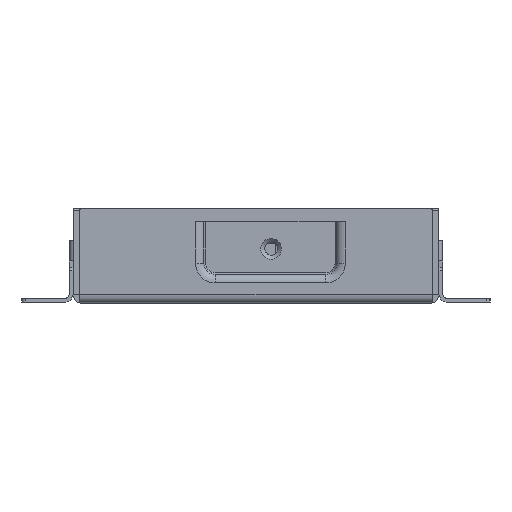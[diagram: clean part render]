
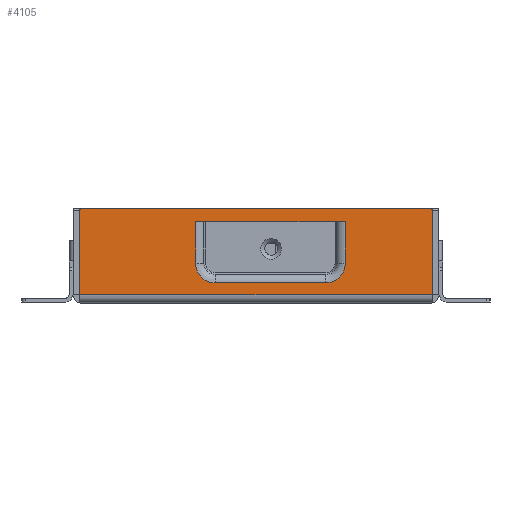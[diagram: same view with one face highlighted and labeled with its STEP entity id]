
A CAD part, front view. The second image highlights one B-rep face of the part: STEP entity #4105.
In plain terms, the highlighted planar face has unit normal (0, -1, 0).
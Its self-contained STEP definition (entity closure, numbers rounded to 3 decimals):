
#2403=FACE_BOUND('',#8551,.T.);
#2404=FACE_BOUND('',#8552,.T.);
#3002=CIRCLE('',#35841,6.175);
#3003=CIRCLE('',#35842,6.175);
#3004=CIRCLE('',#35843,0.5);
#3005=CIRCLE('',#35844,0.5);
#4105=ADVANCED_FACE('',(#2403,#2404),#5768,.F.);
#5768=PLANE('',#35845);
#8551=EDGE_LOOP('',(#11023,#11024,#11025,#11026,#11027,#11028));
#8552=EDGE_LOOP('',(#11029,#11030,#11031,#11032,#11033,#11034));
#11023=ORIENTED_EDGE('',*,*,#25354,.T.);
#11024=ORIENTED_EDGE('',*,*,#25355,.F.);
#11025=ORIENTED_EDGE('',*,*,#25356,.T.);
#11026=ORIENTED_EDGE('',*,*,#25357,.T.);
#11027=ORIENTED_EDGE('',*,*,#25358,.T.);
#11028=ORIENTED_EDGE('',*,*,#25359,.T.);
#11029=ORIENTED_EDGE('',*,*,#25331,.F.);
#11030=ORIENTED_EDGE('',*,*,#25360,.T.);
#11031=ORIENTED_EDGE('',*,*,#25361,.F.);
#11032=ORIENTED_EDGE('',*,*,#25362,.T.);
#11033=ORIENTED_EDGE('',*,*,#25363,.T.);
#11034=ORIENTED_EDGE('',*,*,#25364,.T.);
#21470=VERTEX_POINT('',#47608);
#21471=VERTEX_POINT('',#47610);
#21492=VERTEX_POINT('',#47660);
#21493=VERTEX_POINT('',#47661);
#21494=VERTEX_POINT('',#47663);
#21495=VERTEX_POINT('',#47665);
#21496=VERTEX_POINT('',#47667);
#21497=VERTEX_POINT('',#47669);
#21498=VERTEX_POINT('',#47672);
#21499=VERTEX_POINT('',#47674);
#21500=VERTEX_POINT('',#47676);
#21501=VERTEX_POINT('',#47678);
#25331=EDGE_CURVE('',#21470,#21471,#30590,.T.);
#25354=EDGE_CURVE('',#21492,#21493,#30601,.T.);
#25355=EDGE_CURVE('',#21494,#21493,#30602,.T.);
#25356=EDGE_CURVE('',#21494,#21495,#30603,.T.);
#25357=EDGE_CURVE('',#21495,#21496,#3002,.T.);
#25358=EDGE_CURVE('',#21496,#21497,#30604,.T.);
#25359=EDGE_CURVE('',#21497,#21492,#3003,.T.);
#25360=EDGE_CURVE('',#21470,#21498,#3004,.T.);
#25361=EDGE_CURVE('',#21499,#21498,#30605,.T.);
#25362=EDGE_CURVE('',#21499,#21500,#30606,.T.);
#25363=EDGE_CURVE('',#21500,#21501,#30607,.T.);
#25364=EDGE_CURVE('',#21501,#21471,#3005,.T.);
#30590=LINE('',#47609,#33228);
#30601=LINE('',#47659,#33239);
#30602=LINE('',#47662,#33240);
#30603=LINE('',#47664,#33241);
#30604=LINE('',#47668,#33242);
#30605=LINE('',#47673,#33243);
#30606=LINE('',#47675,#33244);
#30607=LINE('',#47677,#33245);
#33228=VECTOR('',#39130,1.);
#33239=VECTOR('',#39177,1.);
#33240=VECTOR('',#39178,1.);
#33241=VECTOR('',#39179,1.);
#33242=VECTOR('',#39182,1.);
#33243=VECTOR('',#39187,1.);
#33244=VECTOR('',#39188,1.);
#33245=VECTOR('',#39189,1.);
#35841=AXIS2_PLACEMENT_3D('',#47666,#39180,#39181);
#35842=AXIS2_PLACEMENT_3D('',#47670,#39183,#39184);
#35843=AXIS2_PLACEMENT_3D('',#47671,#39185,#39186);
#35844=AXIS2_PLACEMENT_3D('',#47679,#39190,#39191);
#35845=AXIS2_PLACEMENT_3D('',#47680,#39192,#39193);
#39130=DIRECTION('',(1.,0.,0.));
#39177=DIRECTION('',(0.,0.,1.));
#39178=DIRECTION('',(-1.,0.,0.));
#39179=DIRECTION('',(0.,0.,-1.));
#39180=DIRECTION('',(0.,1.,0.));
#39181=DIRECTION('',(0.,0.,1.));
#39182=DIRECTION('',(-1.,0.,0.));
#39183=DIRECTION('',(0.,1.,0.));
#39184=DIRECTION('',(0.,0.,1.));
#39185=DIRECTION('',(0.,-1.,0.));
#39186=DIRECTION('',(0.,0.,1.));
#39187=DIRECTION('',(0.,0.,1.));
#39188=DIRECTION('',(1.,0.,0.));
#39189=DIRECTION('',(0.,0.,1.));
#39190=DIRECTION('',(0.,-1.,0.));
#39191=DIRECTION('',(0.,0.,1.));
#39192=DIRECTION('',(0.,1.,0.));
#39193=DIRECTION('',(0.,0.,1.));
#47608=CARTESIAN_POINT('',(2.502,0.,29.5));
#47609=CARTESIAN_POINT('',(2.6,0.,29.5));
#47610=CARTESIAN_POINT('',(111.998,0.,29.5));
#47659=CARTESIAN_POINT('',(38.325,0.,2.6));
#47660=CARTESIAN_POINT('',(38.325,0.,12.5));
#47661=CARTESIAN_POINT('',(38.325,0.,25.5));
#47662=CARTESIAN_POINT('',(82.,0.,25.5));
#47663=CARTESIAN_POINT('',(85.175,0.,25.5));
#47664=CARTESIAN_POINT('',(85.175,0.,2.6));
#47665=CARTESIAN_POINT('',(85.175,0.,12.5));
#47666=CARTESIAN_POINT('',(79.,0.,12.5));
#47667=CARTESIAN_POINT('',(79.,0.,6.325));
#47668=CARTESIAN_POINT('',(2.6,0.,6.325));
#47669=CARTESIAN_POINT('',(44.5,0.,6.325));
#47670=CARTESIAN_POINT('',(44.5,0.,12.5));
#47671=CARTESIAN_POINT('',(2.502,0.,29.));
#47672=CARTESIAN_POINT('',(2.002,0.,29.));
#47673=CARTESIAN_POINT('',(2.002,0.,2.6));
#47674=CARTESIAN_POINT('',(2.002,0.,2.6));
#47675=CARTESIAN_POINT('',(2.6,0.,2.6));
#47676=CARTESIAN_POINT('',(112.498,0.,2.6));
#47677=CARTESIAN_POINT('',(112.498,0.,2.6));
#47678=CARTESIAN_POINT('',(112.498,0.,29.));
#47679=CARTESIAN_POINT('',(111.998,0.,29.));
#47680=CARTESIAN_POINT('',(2.6,0.,2.6));
